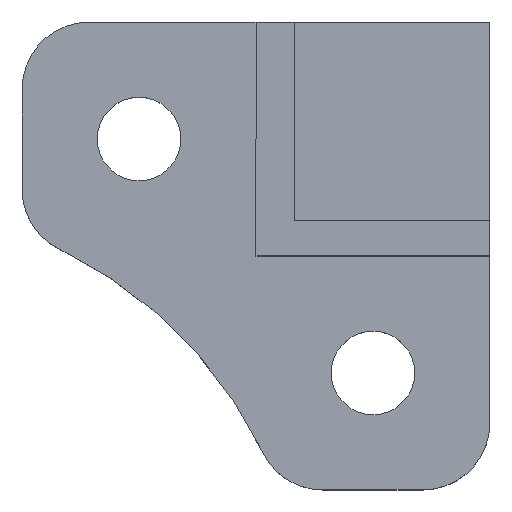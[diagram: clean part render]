
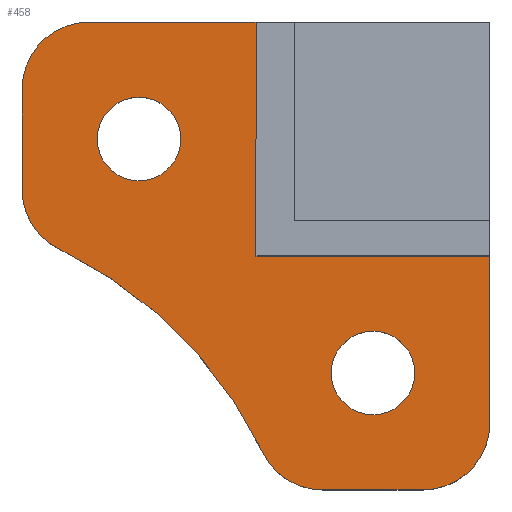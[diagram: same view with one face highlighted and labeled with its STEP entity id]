
A CAD part, top view. The second image highlights one B-rep face of the part: STEP entity #458.
In plain terms, the highlighted planar face has unit normal (0, 0, 1).
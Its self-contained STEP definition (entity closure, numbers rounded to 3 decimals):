
#19=FACE_BOUND('',#84,.T.);
#20=FACE_BOUND('',#85,.T.);
#24=CIRCLE('',#489,13.);
#27=CIRCLE('',#493,2.);
#29=CIRCLE('',#500,2.);
#30=CIRCLE('',#503,1.25);
#32=CIRCLE('',#506,2.);
#33=CIRCLE('',#507,2.);
#34=CIRCLE('',#508,1.25);
#59=FACE_OUTER_BOUND('',#83,.T.);
#83=EDGE_LOOP('',(#361,#362,#363,#364,#365,#366,#367,#368,#369,#370,#371));
#84=EDGE_LOOP('',(#372));
#85=EDGE_LOOP('',(#373));
#121=LINE('',#715,#170);
#126=LINE('',#724,#175);
#132=LINE('',#740,#181);
#135=LINE('',#750,#184);
#136=LINE('',#754,#185);
#137=LINE('',#756,#186);
#170=VECTOR('',#577,10.);
#175=VECTOR('',#584,10.);
#181=VECTOR('',#598,10.);
#184=VECTOR('',#609,10.);
#185=VECTOR('',#612,10.);
#186=VECTOR('',#615,10.);
#204=VERTEX_POINT('',#681);
#205=VERTEX_POINT('',#682);
#209=VERTEX_POINT('',#692);
#217=VERTEX_POINT('',#712);
#218=VERTEX_POINT('',#714);
#221=VERTEX_POINT('',#722);
#223=VERTEX_POINT('',#728);
#227=VERTEX_POINT('',#738);
#228=VERTEX_POINT('',#743);
#230=VERTEX_POINT('',#749);
#231=VERTEX_POINT('',#751);
#232=VERTEX_POINT('',#753);
#233=VERTEX_POINT('',#757);
#250=EDGE_CURVE('',#204,#205,#24,.F.);
#256=EDGE_CURVE('',#205,#209,#27,.T.);
#265=EDGE_CURVE('',#217,#218,#121,.T.);
#270=EDGE_CURVE('',#209,#221,#126,.T.);
#273=EDGE_CURVE('',#221,#223,#29,.T.);
#278=EDGE_CURVE('',#223,#227,#132,.T.);
#280=EDGE_CURVE('',#228,#228,#30,.T.);
#283=EDGE_CURVE('',#217,#230,#135,.T.);
#284=EDGE_CURVE('',#230,#231,#32,.T.);
#285=EDGE_CURVE('',#231,#232,#136,.T.);
#286=EDGE_CURVE('',#232,#204,#33,.T.);
#287=EDGE_CURVE('',#218,#227,#137,.T.);
#288=EDGE_CURVE('',#233,#233,#34,.T.);
#361=ORIENTED_EDGE('',*,*,#265,.F.);
#362=ORIENTED_EDGE('',*,*,#283,.T.);
#363=ORIENTED_EDGE('',*,*,#284,.T.);
#364=ORIENTED_EDGE('',*,*,#285,.T.);
#365=ORIENTED_EDGE('',*,*,#286,.T.);
#366=ORIENTED_EDGE('',*,*,#250,.T.);
#367=ORIENTED_EDGE('',*,*,#256,.T.);
#368=ORIENTED_EDGE('',*,*,#270,.T.);
#369=ORIENTED_EDGE('',*,*,#273,.T.);
#370=ORIENTED_EDGE('',*,*,#278,.T.);
#371=ORIENTED_EDGE('',*,*,#287,.F.);
#372=ORIENTED_EDGE('',*,*,#280,.T.);
#373=ORIENTED_EDGE('',*,*,#288,.T.);
#437=PLANE('',#505);
#458=ADVANCED_FACE('',(#59,#19,#20),#437,.F.);
#489=AXIS2_PLACEMENT_3D('',#683,#550,#551);
#493=AXIS2_PLACEMENT_3D('',#694,#561,#562);
#500=AXIS2_PLACEMENT_3D('',#730,#590,#591);
#503=AXIS2_PLACEMENT_3D('',#744,#602,#603);
#505=AXIS2_PLACEMENT_3D('',#748,#607,#608);
#506=AXIS2_PLACEMENT_3D('',#752,#610,#611);
#507=AXIS2_PLACEMENT_3D('',#755,#613,#614);
#508=AXIS2_PLACEMENT_3D('',#758,#616,#617);
#550=DIRECTION('center_axis',(0.,0.,1.));
#551=DIRECTION('ref_axis',(-0.901,-0.434,0.));
#561=DIRECTION('center_axis',(0.,0.,1.));
#562=DIRECTION('ref_axis',(0.,-1.,0.));
#577=DIRECTION('',(0.,-1.,0.));
#584=DIRECTION('',(1.,0.,0.));
#590=DIRECTION('center_axis',(0.,0.,1.));
#591=DIRECTION('ref_axis',(1.,0.,0.));
#598=DIRECTION('',(0.,1.,0.));
#602=DIRECTION('center_axis',(0.,0.,-1.));
#603=DIRECTION('ref_axis',(1.,0.,0.));
#607=DIRECTION('center_axis',(0.,0.,-1.));
#608=DIRECTION('ref_axis',(1.,0.,0.));
#609=DIRECTION('',(-1.,0.,0.));
#610=DIRECTION('center_axis',(0.,0.,1.));
#611=DIRECTION('ref_axis',(-1.,0.,0.));
#612=DIRECTION('',(0.,-1.,0.));
#613=DIRECTION('center_axis',(0.,0.,1.));
#614=DIRECTION('ref_axis',(0.,-1.,0.));
#615=DIRECTION('',(1.,0.,0.));
#616=DIRECTION('center_axis',(0.,0.,-1.));
#617=DIRECTION('ref_axis',(1.,0.,0.));
#681=CARTESIAN_POINT('',(-85.338,-48.872,18.));
#682=CARTESIAN_POINT('',(-79.272,-54.938,18.));
#683=CARTESIAN_POINT('Origin',(-90.982,-60.582,18.));
#692=CARTESIAN_POINT('',(-77.47,-56.07,18.));
#694=CARTESIAN_POINT('Origin',(-77.47,-54.07,18.));
#712=CARTESIAN_POINT('',(-79.47,-42.07,18.));
#714=CARTESIAN_POINT('',(-79.47,-49.07,18.));
#715=CARTESIAN_POINT('',(-79.47,-27.654,18.));
#722=CARTESIAN_POINT('',(-74.47,-56.07,18.));
#724=CARTESIAN_POINT('',(-74.47,-56.07,18.));
#728=CARTESIAN_POINT('',(-72.47,-54.07,18.));
#730=CARTESIAN_POINT('Origin',(-74.47,-54.07,18.));
#738=CARTESIAN_POINT('',(-72.47,-49.07,18.));
#740=CARTESIAN_POINT('',(-72.47,-49.07,18.));
#743=CARTESIAN_POINT('',(-77.22,-52.57,18.));
#744=CARTESIAN_POINT('Origin',(-75.97,-52.57,18.));
#748=CARTESIAN_POINT('Origin',(-82.97,-45.57,18.));
#749=CARTESIAN_POINT('',(-84.47,-42.07,18.));
#750=CARTESIAN_POINT('',(-84.47,-42.07,18.));
#751=CARTESIAN_POINT('',(-86.47,-44.07,18.));
#752=CARTESIAN_POINT('Origin',(-84.47,-44.07,18.));
#753=CARTESIAN_POINT('',(-86.47,-47.07,18.));
#754=CARTESIAN_POINT('',(-86.47,-47.07,18.));
#755=CARTESIAN_POINT('Origin',(-84.47,-47.07,18.));
#756=CARTESIAN_POINT('',(-77.72,-49.07,18.));
#757=CARTESIAN_POINT('',(-84.22,-45.57,18.));
#758=CARTESIAN_POINT('Origin',(-82.97,-45.57,18.));
